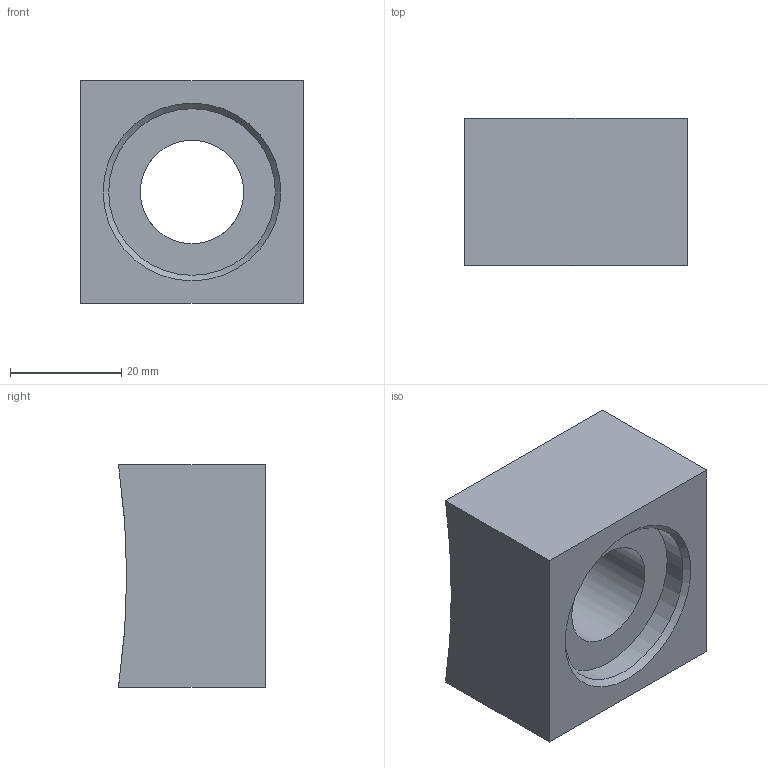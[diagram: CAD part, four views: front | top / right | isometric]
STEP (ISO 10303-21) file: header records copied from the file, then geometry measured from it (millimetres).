
FILE_DESCRIPTION(/* description */ ('Unknown'),/* implementation_level */ '2;1');
FILE_NAME(/* name */ 'support buse',/* time_stamp */ '2019-05-31T09:08:50+02:00',/* author */ ('Unknown'),/* organization */ ('Unknown'),/* preprocessor_version */ 'ST-DEVELOPER v16.7',/* originating_system */ 'DEX',/* authorisation */ $);
FILE_SCHEMA (('AUTOMOTIVE_DESIGN {1 0 10303 214 3 1 1}'));
Length unit declared in the file: millimetre
Products named in the file (1): support buse
Bounding box: 40 x 26.46 x 40 mm (x, y, z)
Volume: 31723.1 mm3; surface area: 8413.3 mm2
Topology: 1 solids, 1 shells, 10 faces, 22 edges, 15 vertices
Faces by surface type: plane 6, cylinder 3, cone 1
Full cylindrical faces by diameter (mm): 18.631 x1, 30 x1
Entity records: 361 total; most frequent: CARTESIAN_POINT 59, DIRECTION 44, ORIENTED_EDGE 34, EDGE_CURVE 17, AXIS2_PLACEMENT_3D 17, EDGE_LOOP 16, FACE_BOUND 16, VERTEX_POINT 13
